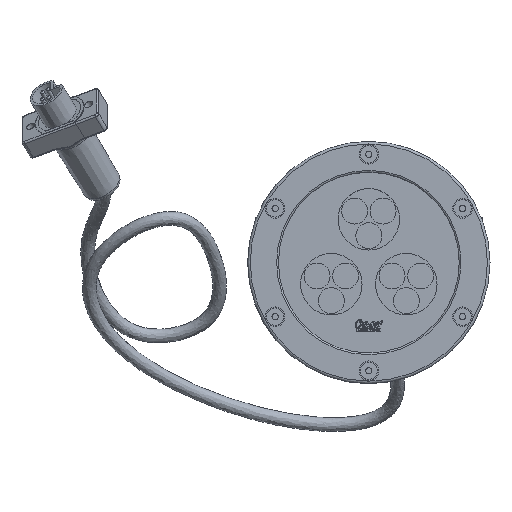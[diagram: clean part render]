
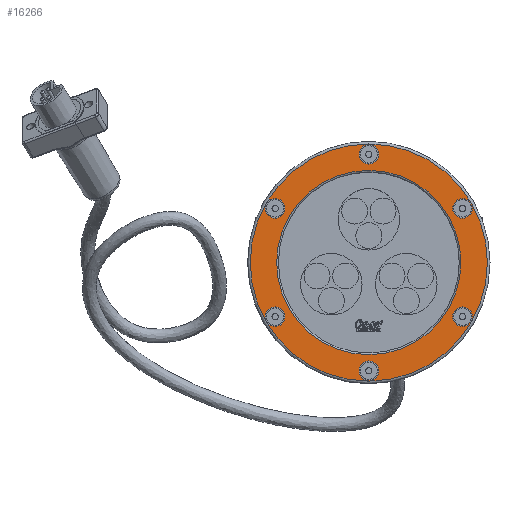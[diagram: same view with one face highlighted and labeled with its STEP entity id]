
A CAD part, top view. The second image highlights one B-rep face of the part: STEP entity #16266.
In plain terms, the highlighted planar face has unit normal (0, 0, 1).
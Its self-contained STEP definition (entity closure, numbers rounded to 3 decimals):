
#715=FACE_BOUND('',#2601,.T.);
#716=FACE_BOUND('',#2602,.T.);
#717=FACE_BOUND('',#2603,.T.);
#718=FACE_BOUND('',#2604,.T.);
#719=FACE_BOUND('',#2605,.T.);
#720=FACE_BOUND('',#2606,.T.);
#721=FACE_BOUND('',#2607,.T.);
#940=CIRCLE('',#17412,68.5);
#941=CIRCLE('',#17413,68.5);
#981=CIRCLE('',#17471,53.219);
#982=CIRCLE('',#17472,53.219);
#1007=CIRCLE('',#17520,5.657);
#1008=CIRCLE('',#17521,5.657);
#1009=CIRCLE('',#17522,5.657);
#1010=CIRCLE('',#17523,5.657);
#1011=CIRCLE('',#17524,5.657);
#1012=CIRCLE('',#17525,5.657);
#1620=FACE_OUTER_BOUND('',#2600,.T.);
#2600=EDGE_LOOP('',(#12079,#12080));
#2601=EDGE_LOOP('',(#12081));
#2602=EDGE_LOOP('',(#12082));
#2603=EDGE_LOOP('',(#12083));
#2604=EDGE_LOOP('',(#12084));
#2605=EDGE_LOOP('',(#12085));
#2606=EDGE_LOOP('',(#12086));
#2607=EDGE_LOOP('',(#12087,#12088));
#6934=VERTEX_POINT('',#27527);
#6935=VERTEX_POINT('',#27528);
#6968=VERTEX_POINT('',#27627);
#6969=VERTEX_POINT('',#27629);
#6994=VERTEX_POINT('',#27715);
#6995=VERTEX_POINT('',#27717);
#6996=VERTEX_POINT('',#27719);
#6997=VERTEX_POINT('',#27721);
#6998=VERTEX_POINT('',#27723);
#6999=VERTEX_POINT('',#27725);
#8738=EDGE_CURVE('',#6934,#6935,#940,.T.);
#8739=EDGE_CURVE('',#6935,#6934,#941,.T.);
#8787=EDGE_CURVE('',#6968,#6969,#981,.T.);
#8788=EDGE_CURVE('',#6969,#6968,#982,.T.);
#8825=EDGE_CURVE('',#6994,#6994,#1007,.T.);
#8826=EDGE_CURVE('',#6995,#6995,#1008,.T.);
#8827=EDGE_CURVE('',#6996,#6996,#1009,.T.);
#8828=EDGE_CURVE('',#6997,#6997,#1010,.T.);
#8829=EDGE_CURVE('',#6998,#6998,#1011,.T.);
#8830=EDGE_CURVE('',#6999,#6999,#1012,.T.);
#12079=ORIENTED_EDGE('',*,*,#8738,.T.);
#12080=ORIENTED_EDGE('',*,*,#8739,.T.);
#12081=ORIENTED_EDGE('',*,*,#8825,.T.);
#12082=ORIENTED_EDGE('',*,*,#8826,.T.);
#12083=ORIENTED_EDGE('',*,*,#8827,.T.);
#12084=ORIENTED_EDGE('',*,*,#8828,.T.);
#12085=ORIENTED_EDGE('',*,*,#8829,.T.);
#12086=ORIENTED_EDGE('',*,*,#8830,.T.);
#12087=ORIENTED_EDGE('',*,*,#8788,.F.);
#12088=ORIENTED_EDGE('',*,*,#8787,.F.);
#14945=PLANE('',#17519);
#16266=ADVANCED_FACE('',(#1620,#715,#716,#717,#718,#719,#720,#721),#14945,
 .T.);
#17412=AXIS2_PLACEMENT_3D('',#27529,#19683,#19684);
#17413=AXIS2_PLACEMENT_3D('',#27530,#19685,#19686);
#17471=AXIS2_PLACEMENT_3D('',#27630,#19809,#19810);
#17472=AXIS2_PLACEMENT_3D('',#27631,#19811,#19812);
#17519=AXIS2_PLACEMENT_3D('',#27714,#19917,#19918);
#17520=AXIS2_PLACEMENT_3D('',#27716,#19919,#19920);
#17521=AXIS2_PLACEMENT_3D('',#27718,#19921,#19922);
#17522=AXIS2_PLACEMENT_3D('',#27720,#19923,#19924);
#17523=AXIS2_PLACEMENT_3D('',#27722,#19925,#19926);
#17524=AXIS2_PLACEMENT_3D('',#27724,#19927,#19928);
#17525=AXIS2_PLACEMENT_3D('',#27726,#19929,#19930);
#19683=DIRECTION('center_axis',(0.,0.,1.));
#19684=DIRECTION('ref_axis',(1.,0.,0.));
#19685=DIRECTION('center_axis',(0.,0.,1.));
#19686=DIRECTION('ref_axis',(1.,0.,0.));
#19809=DIRECTION('center_axis',(0.,0.,1.));
#19810=DIRECTION('ref_axis',(1.,0.,0.));
#19811=DIRECTION('center_axis',(0.,0.,1.));
#19812=DIRECTION('ref_axis',(1.,0.,0.));
#19917=DIRECTION('center_axis',(0.,0.,1.));
#19918=DIRECTION('ref_axis',(1.,0.,0.));
#19919=DIRECTION('center_axis',(0.,0.,-1.));
#19920=DIRECTION('ref_axis',(-1.,0.,0.));
#19921=DIRECTION('center_axis',(0.,0.,-1.));
#19922=DIRECTION('ref_axis',(-1.,0.,0.));
#19923=DIRECTION('center_axis',(0.,0.,-1.));
#19924=DIRECTION('ref_axis',(-1.,0.,0.));
#19925=DIRECTION('center_axis',(0.,0.,-1.));
#19926=DIRECTION('ref_axis',(-1.,0.,0.));
#19927=DIRECTION('center_axis',(0.,0.,-1.));
#19928=DIRECTION('ref_axis',(-1.,0.,0.));
#19929=DIRECTION('center_axis',(0.,0.,-1.));
#19930=DIRECTION('ref_axis',(-1.,0.,0.));
#27527=CARTESIAN_POINT('',(68.5,0.,0.));
#27528=CARTESIAN_POINT('',(-68.5,0.,0.));
#27529=CARTESIAN_POINT('Origin',(0.,0.,0.));
#27530=CARTESIAN_POINT('Origin',(0.,0.,0.));
#27627=CARTESIAN_POINT('',(-53.219,0.,0.));
#27629=CARTESIAN_POINT('',(53.219,0.,0.));
#27630=CARTESIAN_POINT('Origin',(0.,0.,0.));
#27631=CARTESIAN_POINT('Origin',(0.,0.,0.));
#27714=CARTESIAN_POINT('Origin',(53.219,0.,0.));
#27715=CARTESIAN_POINT('',(-48.469,31.25,0.));
#27716=CARTESIAN_POINT('Origin',(-54.127,31.25,0.));
#27717=CARTESIAN_POINT('',(59.784,31.25,0.));
#27718=CARTESIAN_POINT('Origin',(54.127,31.25,0.));
#27719=CARTESIAN_POINT('',(5.657,-62.5,0.));
#27720=CARTESIAN_POINT('Origin',(0.,-62.5,0.));
#27721=CARTESIAN_POINT('',(59.784,-31.25,0.));
#27722=CARTESIAN_POINT('Origin',(54.127,-31.25,0.));
#27723=CARTESIAN_POINT('',(5.657,62.5,0.));
#27724=CARTESIAN_POINT('Origin',(0.,62.5,0.));
#27725=CARTESIAN_POINT('',(-48.469,-31.25,0.));
#27726=CARTESIAN_POINT('Origin',(-54.127,-31.25,0.));
